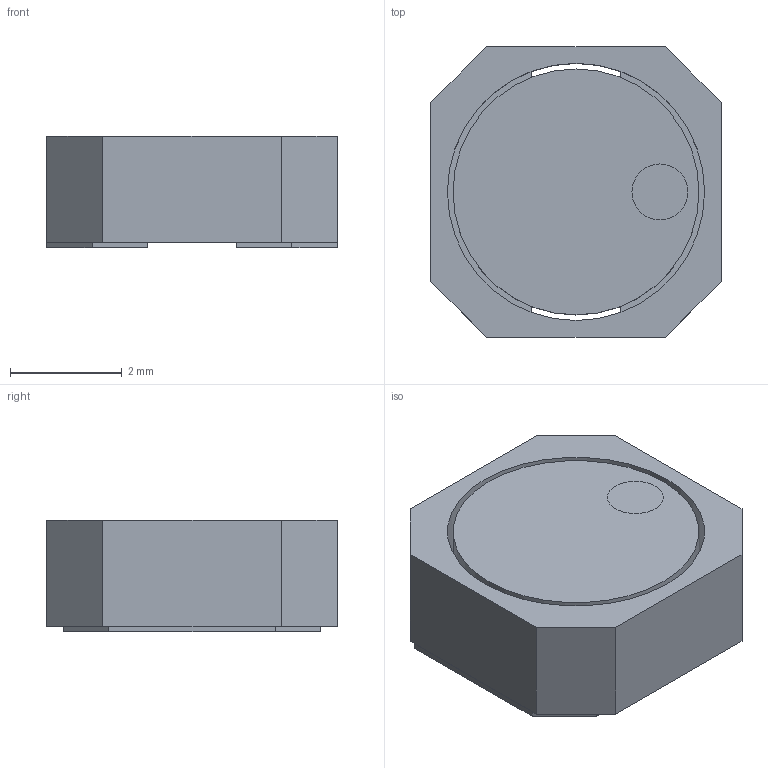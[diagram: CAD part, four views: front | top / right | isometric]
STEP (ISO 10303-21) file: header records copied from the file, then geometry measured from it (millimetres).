
FILE_DESCRIPTION((''),'2;1');
FILE_NAME('IND_TDK_VLCF5020-1.stp','2011-12-07T12:17:20',(''),(''),'Mechanical Desktop 2011','Mechanical Desktop 2011',', , ');
FILE_SCHEMA(('AUTOMOTIVE_DESIGN { 1 2 10303 214 1 1 1 1 }'));
Length unit declared in the file: millimetre
Products named in the file (1): Product
Bounding box: 5.2 x 5.2 x 2 mm (x, y, z)
Volume: 46.4 mm3; surface area: 171.1 mm2
Topology: 5 solids, 5 shells, 39 faces, 84 edges, 56 vertices
Faces by surface type: plane 17, bspline 14, cylinder 8
Entity records: 1106 total; most frequent: CARTESIAN_POINT 222, ORIENTED_EDGE 168, DIRECTION 152, EDGE_CURVE 84, VECTOR 68, LINE 68, VERTEX_POINT 56, AXIS2_PLACEMENT_3D 42
